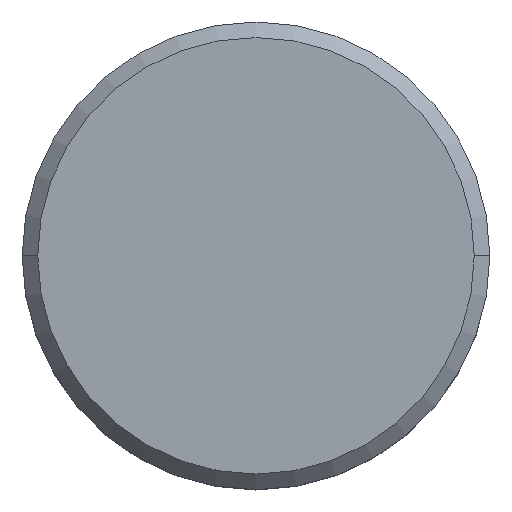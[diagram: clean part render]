
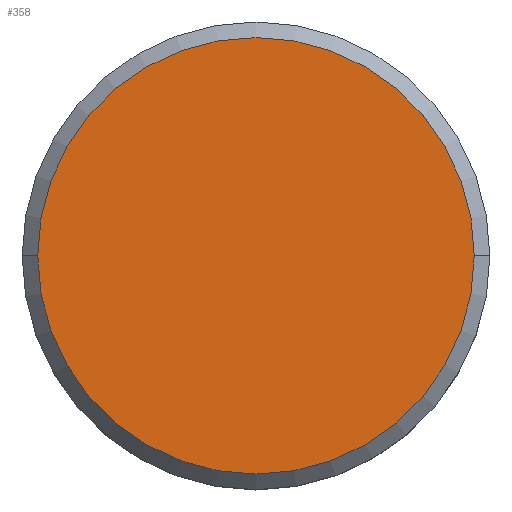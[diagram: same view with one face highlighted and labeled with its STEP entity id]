
A CAD part, top view. The second image highlights one B-rep face of the part: STEP entity #358.
In plain terms, the highlighted planar face has unit normal (0, 0, 1).
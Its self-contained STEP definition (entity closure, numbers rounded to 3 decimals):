
#7 = DIRECTION ( 'NONE',  ( 1., 0., 0. ) ) ;
#51 = PLANE ( 'NONE',  #170 ) ;
#54 = DIRECTION ( 'NONE',  ( 0., 0., 1. ) ) ;
#60 = DIRECTION ( 'NONE',  ( 0., 0., 1. ) ) ;
#75 = CARTESIAN_POINT ( 'NONE',  ( 7., 0., 0. ) ) ;
#150 = VERTEX_POINT ( 'NONE', #75 ) ;
#156 = FACE_OUTER_BOUND ( 'NONE', #552, .T. ) ;
#170 = AXIS2_PLACEMENT_3D ( 'NONE', #385, #60, #473 ) ;
#172 = AXIS2_PLACEMENT_3D ( 'NONE', #447, #234, #366 ) ;
#180 = ORIENTED_EDGE ( 'NONE', *, *, #347, .T. ) ;
#193 = EDGE_CURVE ( 'NONE', #150, #463, #371, .T. ) ;
#218 = AXIS2_PLACEMENT_3D ( 'NONE', #561, #54, #7 ) ;
#234 = DIRECTION ( 'NONE',  ( 0., 0., 1. ) ) ;
#347 = EDGE_CURVE ( 'NONE', #463, #150, #570, .T. ) ;
#358 = ADVANCED_FACE ( 'NONE', ( #156 ), #51, .T. ) ;
#363 = ORIENTED_EDGE ( 'NONE', *, *, #193, .T. ) ;
#366 = DIRECTION ( 'NONE',  ( 1., 0., 0. ) ) ;
#371 = CIRCLE ( 'NONE', #172, 7. ) ;
#385 = CARTESIAN_POINT ( 'NONE',  ( 0., 0., 0. ) ) ;
#447 = CARTESIAN_POINT ( 'NONE',  ( 0., 0., 0. ) ) ;
#463 = VERTEX_POINT ( 'NONE', #511 ) ;
#473 = DIRECTION ( 'NONE',  ( 1., 0., 0. ) ) ;
#511 = CARTESIAN_POINT ( 'NONE',  ( -7., 0., 0. ) ) ;
#552 = EDGE_LOOP ( 'NONE', ( #180, #363 ) ) ;
#561 = CARTESIAN_POINT ( 'NONE',  ( 0., 0., 0. ) ) ;
#570 = CIRCLE ( 'NONE', #218, 7. ) ;
